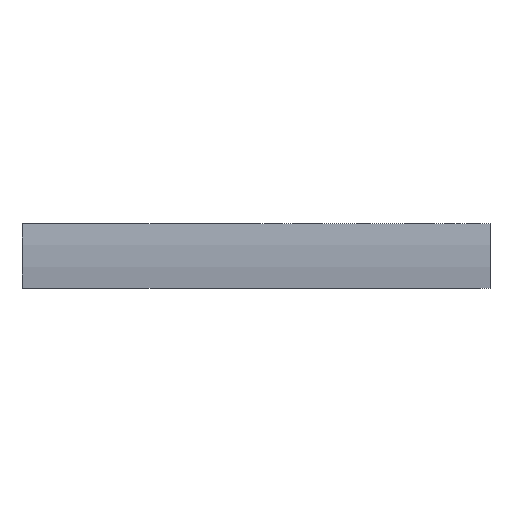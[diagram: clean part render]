
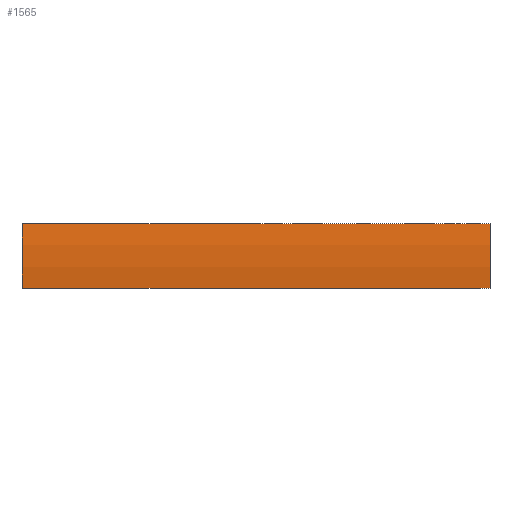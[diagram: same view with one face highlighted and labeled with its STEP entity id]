
A CAD part, left-side view. The second image highlights one B-rep face of the part: STEP entity #1565.
In plain terms, the highlighted cylindrical face has radius 60.96 mm (diameter 121.92 mm), a partial arc.
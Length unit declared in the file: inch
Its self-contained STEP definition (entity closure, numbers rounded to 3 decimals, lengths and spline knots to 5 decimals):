
#38 = AXIS2_PLACEMENT_3D ( 'NONE', #2380, #1348, #2174 ) ;
#72 = CARTESIAN_POINT ( 'NONE',  ( -2.375, 5., 0.34551 ) ) ;
#81 = CIRCLE ( 'NONE', #38, 2.4 ) ;
#151 = ORIENTED_EDGE ( 'NONE', *, *, #993, .T. ) ;
#209 = EDGE_CURVE ( 'NONE', #953, #981, #1425, .T. ) ;
#239 = CARTESIAN_POINT ( 'NONE',  ( 0., 5., 0. ) ) ;
#263 = EDGE_CURVE ( 'NONE', #1471, #981, #336, .T. ) ;
#336 = LINE ( 'NONE', #1599, #2595 ) ;
#449 = ORIENTED_EDGE ( 'NONE', *, *, #263, .F. ) ;
#468 = DIRECTION ( 'NONE',  ( 0., -1., 0. ) ) ;
#681 = ORIENTED_EDGE ( 'NONE', *, *, #772, .F. ) ;
#692 = VECTOR ( 'NONE', #1060, 39.37008 ) ;
#772 = EDGE_CURVE ( 'NONE', #1695, #1471, #81, .T. ) ;
#953 = VERTEX_POINT ( 'NONE', #1048 ) ;
#981 = VERTEX_POINT ( 'NONE', #1651 ) ;
#993 = EDGE_CURVE ( 'NONE', #1695, #953, #2292, .T. ) ;
#1035 = AXIS2_PLACEMENT_3D ( 'NONE', #1067, #1723, #2557 ) ;
#1048 = CARTESIAN_POINT ( 'NONE',  ( -2.375, 0., -0.34551 ) ) ;
#1060 = DIRECTION ( 'NONE',  ( 0., -1., 0. ) ) ;
#1067 = CARTESIAN_POINT ( 'NONE',  ( 0., 0., 0. ) ) ;
#1261 = CARTESIAN_POINT ( 'NONE',  ( -2.375, 5., -0.34551 ) ) ;
#1348 = DIRECTION ( 'NONE',  ( 0., 1., 0. ) ) ;
#1425 = CIRCLE ( 'NONE', #1035, 2.4 ) ;
#1471 = VERTEX_POINT ( 'NONE', #72 ) ;
#1565 = ADVANCED_FACE ( 'NONE', ( #2536 ), #2328, .T. ) ;
#1599 = CARTESIAN_POINT ( 'NONE',  ( -2.375, 5., 0.34551 ) ) ;
#1638 = AXIS2_PLACEMENT_3D ( 'NONE', #239, #468, #2130 ) ;
#1651 = CARTESIAN_POINT ( 'NONE',  ( -2.375, 0., 0.34551 ) ) ;
#1671 = ORIENTED_EDGE ( 'NONE', *, *, #209, .T. ) ;
#1695 = VERTEX_POINT ( 'NONE', #1986 ) ;
#1723 = DIRECTION ( 'NONE',  ( 0., 1., 0. ) ) ;
#1986 = CARTESIAN_POINT ( 'NONE',  ( -2.375, 5., -0.34551 ) ) ;
#2130 = DIRECTION ( 'NONE',  ( 0., 0., -1. ) ) ;
#2174 = DIRECTION ( 'NONE',  ( 0., 0., 1. ) ) ;
#2292 = LINE ( 'NONE', #1261, #692 ) ;
#2328 = CYLINDRICAL_SURFACE ( 'NONE', #1638, 2.4 ) ;
#2380 = CARTESIAN_POINT ( 'NONE',  ( 0., 5., 0. ) ) ;
#2430 = DIRECTION ( 'NONE',  ( 0., -1., 0. ) ) ;
#2438 = EDGE_LOOP ( 'NONE', ( #1671, #449, #681, #151 ) ) ;
#2536 = FACE_OUTER_BOUND ( 'NONE', #2438, .T. ) ;
#2557 = DIRECTION ( 'NONE',  ( 0., 0., 1. ) ) ;
#2595 = VECTOR ( 'NONE', #2430, 39.37008 ) ;
